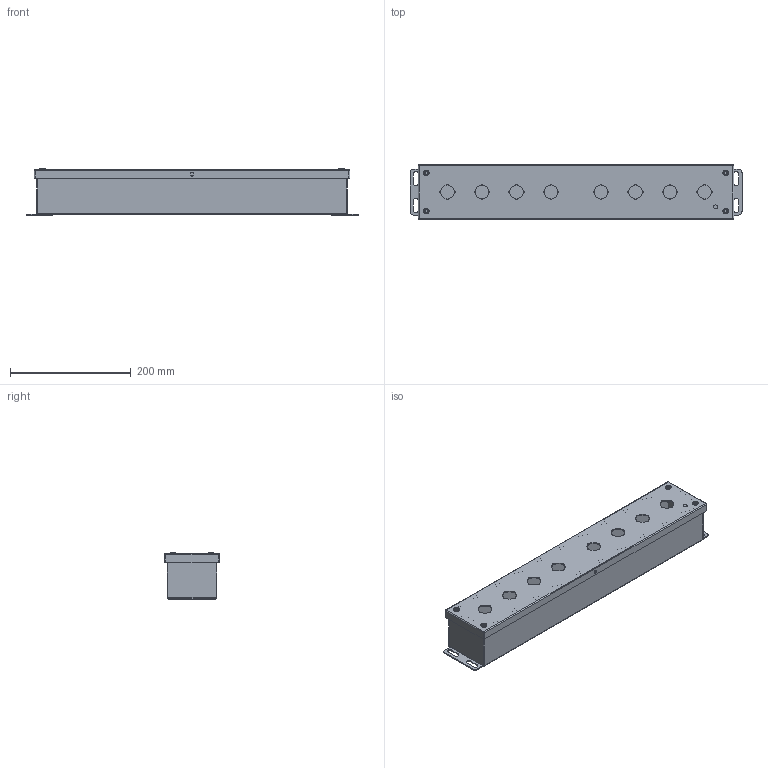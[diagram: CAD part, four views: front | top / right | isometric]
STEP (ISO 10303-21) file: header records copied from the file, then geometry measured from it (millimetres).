
FILE_DESCRIPTION (( 'STEP AP214' ), '1' );
FILE_NAME ('SCE-8PBI.STEP', '2023-07-26T14:32:43', ( '' ), ( '' ), 'SwSTEP 2.0', 'SolidWorks 2021', '' );
FILE_SCHEMA (( 'AUTOMOTIVE_DESIGN' ));
Length unit declared in the file: inch
Products named in the file (1): SCE-8PBI
Bounding box: 549.27 x 90.49 x 77.1 mm (x, y, z)
Volume: 322728.9 mm3; surface area: 415487.6 mm2
Topology: 3 solids, 3 shells, 544 faces, 1429 edges, 894 vertices
Faces by surface type: cylinder 307, plane 153, torus 40, sphere 24, cone 20
Full cylindrical faces by diameter (mm): 6.756 x4, 8.052 x4
Entity records: 16969 total; most frequent: DIRECTION 3201, CARTESIAN_POINT 2956, ORIENTED_EDGE 2794, EDGE_CURVE 1397, AXIS2_PLACEMENT_3D 1299, VERTEX_POINT 894, CIRCLE 754, EDGE_LOOP 633
